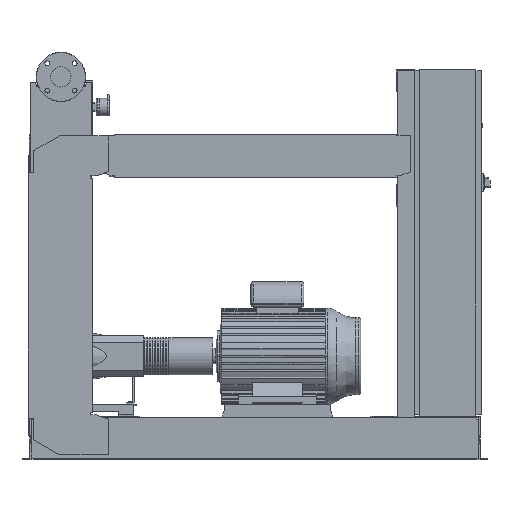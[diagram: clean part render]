
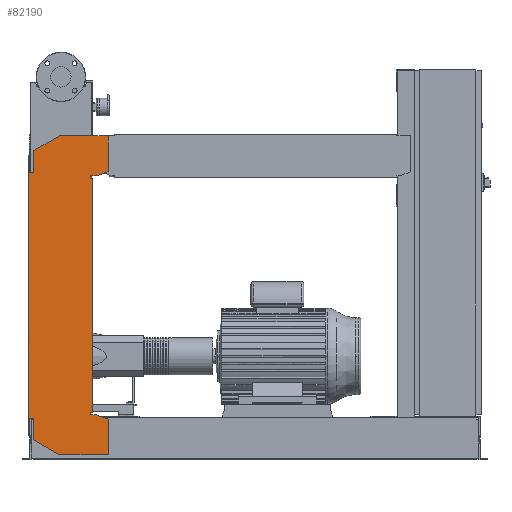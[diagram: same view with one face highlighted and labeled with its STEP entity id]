
A CAD part, front view. The second image highlights one B-rep face of the part: STEP entity #82190.
In plain terms, the highlighted free-form (B-spline) face has degree [1, 1] with [2, 2] control points.
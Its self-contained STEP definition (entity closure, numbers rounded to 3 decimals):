
#81675=CARTESIAN_POINT('',(-102.0,-234.5,1076.0));
#81676=VERTEX_POINT('',#81675);
#81683=CARTESIAN_POINT('',(-102.0,-234.5,1158.574));
#81684=VERTEX_POINT('',#81683);
#81685=CARTESIAN_POINT('',(-102.0,-234.5,1076.0));
#81686=DIRECTION('',(0.0,0.0,1.0));
#81687=VECTOR('',#81686,82.574);
#81688=LINE('',#81685,#81687);
#81689=EDGE_CURVE('',#81676,#81684,#81688,.T.);
#81707=CARTESIAN_POINT('',(-6.,-234.5,1214.0));
#81708=VERTEX_POINT('',#81707);
#81709=CARTESIAN_POINT('',(-102.0,-234.5,1158.574));
#81710=DIRECTION('',(0.866,0.0,0.5));
#81711=VECTOR('',#81710,110.851);
#81712=LINE('',#81709,#81711);
#81713=EDGE_CURVE('',#81684,#81708,#81712,.T.);
#81731=CARTESIAN_POINT('',(177.0,-234.5,1214.0));
#81732=VERTEX_POINT('',#81731);
#81733=CARTESIAN_POINT('',(-6.,-234.5,1214.0));
#81734=DIRECTION('',(1.0,0.0,0.0));
#81735=VECTOR('',#81734,183.0);
#81736=LINE('',#81733,#81735);
#81737=EDGE_CURVE('',#81708,#81732,#81736,.T.);
#81755=CARTESIAN_POINT('',(177.0,-234.5,1080.379));
#81756=VERTEX_POINT('',#81755);
#81757=CARTESIAN_POINT('',(177.0,-234.5,1214.0));
#81758=DIRECTION('',(0.0,0.0,-1.0));
#81759=VECTOR('',#81758,133.621);
#81760=LINE('',#81757,#81759);
#81761=EDGE_CURVE('',#81732,#81756,#81760,.T.);
#81779=CARTESIAN_POINT('',(132.,-234.5,1064.0));
#81780=VERTEX_POINT('',#81779);
#81781=CARTESIAN_POINT('',(177.0,-234.5,1080.379));
#81782=DIRECTION('',(-0.94,0.,-0.342));
#81783=VECTOR('',#81782,47.888);
#81784=LINE('',#81781,#81783);
#81785=EDGE_CURVE('',#81756,#81780,#81784,.T.);
#81803=CARTESIAN_POINT('',(112.0,-234.5,1064.0));
#81804=VERTEX_POINT('',#81803);
#81805=CARTESIAN_POINT('',(132.,-234.5,1064.0));
#81806=DIRECTION('',(-1.0,0.0,0.0));
#81807=VECTOR('',#81806,20.);
#81808=LINE('',#81805,#81807);
#81809=EDGE_CURVE('',#81780,#81804,#81808,.T.);
#81827=CARTESIAN_POINT('',(112.0,-234.5,1056.0));
#81828=VERTEX_POINT('',#81827);
#81829=CARTESIAN_POINT('',(112.0,-234.5,1064.0));
#81830=DIRECTION('',(0.0,0.0,-1.0));
#81831=VECTOR('',#81830,8.0);
#81832=LINE('',#81829,#81831);
#81833=EDGE_CURVE('',#81804,#81828,#81832,.T.);
#81851=CARTESIAN_POINT('',(120.,-234.5,1056.0));
#81852=VERTEX_POINT('',#81851);
#81853=CARTESIAN_POINT('',(112.0,-234.5,1056.0));
#81854=DIRECTION('',(1.0,0.0,0.0));
#81855=VECTOR('',#81854,8.);
#81856=LINE('',#81853,#81855);
#81857=EDGE_CURVE('',#81828,#81852,#81856,.T.);
#81875=CARTESIAN_POINT('',(120.,-234.5,176.));
#81876=VERTEX_POINT('',#81875);
#81887=CARTESIAN_POINT('',(120.,-234.5,1056.0));
#81888=DIRECTION('',(0.0,0.0,-1.0));
#81889=VECTOR('',#81888,880.);
#81890=LINE('',#81887,#81889);
#81891=EDGE_CURVE('',#81852,#81876,#81890,.T.);
#81905=CARTESIAN_POINT('',(112.,-234.5,176.));
#81906=VERTEX_POINT('',#81905);
#81907=CARTESIAN_POINT('',(120.,-234.5,176.));
#81908=DIRECTION('',(-1.0,0.0,0.0));
#81909=VECTOR('',#81908,8.);
#81910=LINE('',#81907,#81909);
#81911=EDGE_CURVE('',#81876,#81906,#81910,.T.);
#81929=CARTESIAN_POINT('',(112.,-234.5,168.));
#81930=VERTEX_POINT('',#81929);
#81931=CARTESIAN_POINT('',(112.,-234.5,176.));
#81932=DIRECTION('',(0.0,0.0,-1.0));
#81933=VECTOR('',#81932,8.0);
#81934=LINE('',#81931,#81933);
#81935=EDGE_CURVE('',#81906,#81930,#81934,.T.);
#81953=CARTESIAN_POINT('',(132.,-234.5,168.));
#81954=VERTEX_POINT('',#81953);
#81955=CARTESIAN_POINT('',(112.,-234.5,168.));
#81956=DIRECTION('',(1.0,0.0,0.0));
#81957=VECTOR('',#81956,20.0);
#81958=LINE('',#81955,#81957);
#81959=EDGE_CURVE('',#81930,#81954,#81958,.T.);
#81977=CARTESIAN_POINT('',(177.,-234.5,151.621));
#81978=VERTEX_POINT('',#81977);
#81979=CARTESIAN_POINT('',(132.,-234.5,168.));
#81980=DIRECTION('',(0.94,0.,-0.342));
#81981=VECTOR('',#81980,47.888);
#81982=LINE('',#81979,#81981);
#81983=EDGE_CURVE('',#81954,#81978,#81982,.T.);
#82001=CARTESIAN_POINT('',(177.,-234.5,18.0));
#82002=VERTEX_POINT('',#82001);
#82003=CARTESIAN_POINT('',(177.,-234.5,151.621));
#82004=DIRECTION('',(0.0,0.0,-1.0));
#82005=VECTOR('',#82004,133.621);
#82006=LINE('',#82003,#82005);
#82007=EDGE_CURVE('',#81978,#82002,#82006,.T.);
#82025=CARTESIAN_POINT('',(-4.,-234.5,18.0));
#82026=VERTEX_POINT('',#82025);
#82027=CARTESIAN_POINT('',(177.,-234.5,18.0));
#82028=DIRECTION('',(-1.0,0.0,0.0));
#82029=VECTOR('',#82028,181.);
#82030=LINE('',#82027,#82029);
#82031=EDGE_CURVE('',#82002,#82026,#82030,.T.);
#82049=CARTESIAN_POINT('',(-102.,-234.5,74.58));
#82050=VERTEX_POINT('',#82049);
#82051=CARTESIAN_POINT('',(-4.,-234.5,18.0));
#82052=DIRECTION('',(-0.866,0.0,0.5));
#82053=VECTOR('',#82052,113.161);
#82054=LINE('',#82051,#82053);
#82055=EDGE_CURVE('',#82026,#82050,#82054,.T.);
#82073=CARTESIAN_POINT('',(-102.,-234.5,156.0));
#82074=VERTEX_POINT('',#82073);
#82075=CARTESIAN_POINT('',(-102.,-234.5,74.58));
#82076=DIRECTION('',(0.0,0.0,1.0));
#82077=VECTOR('',#82076,81.42);
#82078=LINE('',#82075,#82077);
#82079=EDGE_CURVE('',#82050,#82074,#82078,.T.);
#82097=CARTESIAN_POINT('',(-122.,-234.5,156.0));
#82098=VERTEX_POINT('',#82097);
#82099=CARTESIAN_POINT('',(-102.,-234.5,156.0));
#82100=DIRECTION('',(-1.0,0.0,0.0));
#82101=VECTOR('',#82100,20.0);
#82102=LINE('',#82099,#82101);
#82103=EDGE_CURVE('',#82074,#82098,#82102,.T.);
#82121=CARTESIAN_POINT('',(-122.0,-234.5,1076.0));
#82122=VERTEX_POINT('',#82121);
#82135=CARTESIAN_POINT('',(-122.,-234.5,156.0));
#82136=DIRECTION('',(0.0,0.0,1.0));
#82137=VECTOR('',#82136,920.0);
#82138=LINE('',#82135,#82137);
#82139=EDGE_CURVE('',#82098,#82122,#82138,.T.);
#82153=CARTESIAN_POINT('',(-122.0,-234.5,1076.0));
#82154=DIRECTION('',(1.0,0.0,0.0));
#82155=VECTOR('',#82154,20.0);
#82156=LINE('',#82153,#82155);
#82157=EDGE_CURVE('',#82122,#81676,#82156,.T.);
#82163=CARTESIAN_POINT('',(-122.,-234.5,18.0));
#82164=CARTESIAN_POINT('',(177.0,-234.5,18.0));
#82165=CARTESIAN_POINT('',(-122.,-234.5,1214.0));
#82166=CARTESIAN_POINT('',(177.0,-234.5,1214.0));
#82167=B_SPLINE_SURFACE_WITH_KNOTS('',1,1,((#82163,#82165),(#82164,#82166)),.UNSPECIFIED.,.F.,.F.,.U.,(2,2),(2,2),(0.0,299.),(0.0,1196.0),.UNSPECIFIED.);
#82168=ORIENTED_EDGE('',*,*,#82157,.F.);
#82169=ORIENTED_EDGE('',*,*,#82139,.F.);
#82170=ORIENTED_EDGE('',*,*,#82103,.F.);
#82171=ORIENTED_EDGE('',*,*,#82079,.F.);
#82172=ORIENTED_EDGE('',*,*,#82055,.F.);
#82173=ORIENTED_EDGE('',*,*,#82031,.F.);
#82174=ORIENTED_EDGE('',*,*,#82007,.F.);
#82175=ORIENTED_EDGE('',*,*,#81983,.F.);
#82176=ORIENTED_EDGE('',*,*,#81959,.F.);
#82177=ORIENTED_EDGE('',*,*,#81935,.F.);
#82178=ORIENTED_EDGE('',*,*,#81911,.F.);
#82179=ORIENTED_EDGE('',*,*,#81891,.F.);
#82180=ORIENTED_EDGE('',*,*,#81857,.F.);
#82181=ORIENTED_EDGE('',*,*,#81833,.F.);
#82182=ORIENTED_EDGE('',*,*,#81809,.F.);
#82183=ORIENTED_EDGE('',*,*,#81785,.F.);
#82184=ORIENTED_EDGE('',*,*,#81761,.F.);
#82185=ORIENTED_EDGE('',*,*,#81737,.F.);
#82186=ORIENTED_EDGE('',*,*,#81713,.F.);
#82187=ORIENTED_EDGE('',*,*,#81689,.F.);
#82188=EDGE_LOOP('',(#82168,#82169,#82170,#82171,#82172,#82173,#82174,#82175,#82176,#82177,#82178,#82179,#82180,#82181,#82182,#82183,#82184,#82185,#82186,#82187));
#82189=FACE_OUTER_BOUND('',#82188,.T.);
#82190=ADVANCED_FACE('',(#82189),#82167,.T.);
